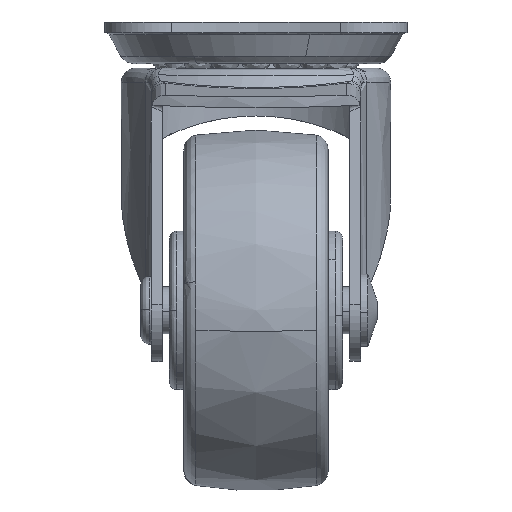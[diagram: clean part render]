
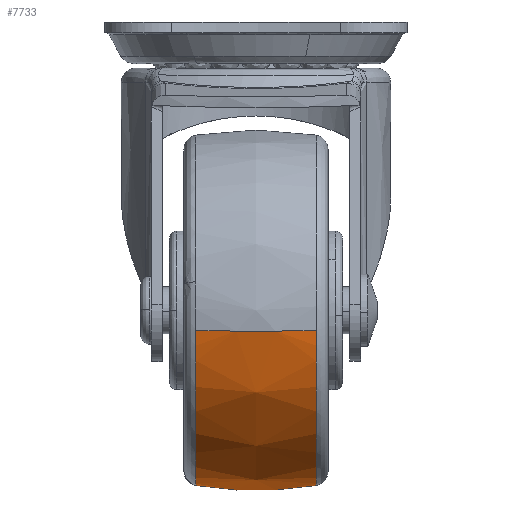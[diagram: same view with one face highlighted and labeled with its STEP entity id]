
A CAD part, left-side view. The second image highlights one B-rep face of the part: STEP entity #7733.
In plain terms, the highlighted free-form (B-spline) face has degree [2, 2] with [5, 5] control points.
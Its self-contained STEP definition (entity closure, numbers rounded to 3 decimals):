
#6457=CARTESIAN_POINT('',(-21.0,8.333,-62.801));
#6458=VERTEX_POINT('',#6457);
#6472=CARTESIAN_POINT('',(-45.138,8.333,-41.306));
#6473=VERTEX_POINT('',#6472);
#6474=CARTESIAN_POINT('',(-21.0,8.333,-62.801));
#6475=CARTESIAN_POINT('',(-42.64,8.333,-62.801));
#6476=CARTESIAN_POINT('',(-45.138,8.333,-41.306));
#6484=(BOUNDED_CURVE()B_SPLINE_CURVE(2,(#6474,#6475,#6476),.UNSPECIFIED.,.F.,.U.)B_SPLINE_CURVE_WITH_KNOTS((3,3),(0.5,0.73),.UNSPECIFIED.)CURVE()GEOMETRIC_REPRESENTATION_ITEM()RATIONAL_B_SPLINE_CURVE((1.0,0.731,0.957))REPRESENTATION_ITEM(''));
#6485=EDGE_CURVE('',#6458,#6473,#6484,.T.);
#7485=CARTESIAN_POINT('',(-45.138,-8.333,-41.306));
#7486=VERTEX_POINT('',#7485);
#7502=CARTESIAN_POINT('',(-21.0,-8.333,-62.801));
#7503=VERTEX_POINT('',#7502);
#7504=CARTESIAN_POINT('',(-21.0,-8.333,-62.801));
#7505=CARTESIAN_POINT('',(-42.64,-8.333,-62.801));
#7506=CARTESIAN_POINT('',(-45.138,-8.333,-41.306));
#7514=(BOUNDED_CURVE()B_SPLINE_CURVE(2,(#7504,#7505,#7506),.UNSPECIFIED.,.F.,.U.)B_SPLINE_CURVE_WITH_KNOTS((3,3),(0.5,0.73),.UNSPECIFIED.)CURVE()GEOMETRIC_REPRESENTATION_ITEM()RATIONAL_B_SPLINE_CURVE((1.0,0.731,0.957))REPRESENTATION_ITEM(''));
#7515=EDGE_CURVE('',#7503,#7486,#7514,.T.);
#7655=CARTESIAN_POINT('',(-45.138,8.333,-41.306));
#7656=CARTESIAN_POINT('',(-45.833,4.196,-41.387));
#7657=CARTESIAN_POINT('',(-45.833,0.,-41.387));
#7658=CARTESIAN_POINT('',(-45.833,-4.196,-41.387));
#7659=CARTESIAN_POINT('',(-45.138,-8.333,-41.306));
#7667=(BOUNDED_CURVE()B_SPLINE_CURVE(2,(#7655,#7656,#7657,#7658,#7659),.UNSPECIFIED.,.F.,.U.)B_SPLINE_CURVE_WITH_KNOTS((3,2,3),(0.418,0.5,0.582),.UNSPECIFIED.)CURVE()GEOMETRIC_REPRESENTATION_ITEM()RATIONAL_B_SPLINE_CURVE((0.922,0.936,0.957,0.936,0.922))REPRESENTATION_ITEM(''));
#7668=EDGE_CURVE('',#6473,#7486,#7667,.T.);
#7674=CARTESIAN_POINT('',(-21.,8.333,-62.801));
#7675=CARTESIAN_POINT('',(-21.0,4.196,-63.5));
#7676=CARTESIAN_POINT('',(-21.0,0.,-63.5));
#7677=CARTESIAN_POINT('',(-21.,-4.196,-63.5));
#7678=CARTESIAN_POINT('',(-21.0,-8.333,-62.801));
#7686=(BOUNDED_CURVE()B_SPLINE_CURVE(2,(#7674,#7675,#7676,#7677,#7678),.UNSPECIFIED.,.F.,.U.)B_SPLINE_CURVE_WITH_KNOTS((3,2,3),(0.418,0.5,0.582),.UNSPECIFIED.)CURVE()GEOMETRIC_REPRESENTATION_ITEM()RATIONAL_B_SPLINE_CURVE((0.963,0.978,1.0,0.978,0.963))REPRESENTATION_ITEM(''));
#7687=EDGE_CURVE('',#6458,#7503,#7686,.T.);
#7694=CARTESIAN_POINT('',(-20.843,9.173,-62.651));
#7695=CARTESIAN_POINT('',(-20.838,4.626,-63.5));
#7696=CARTESIAN_POINT('',(-20.838,0.,-63.5));
#7697=CARTESIAN_POINT('',(-20.838,-4.626,-63.5));
#7698=CARTESIAN_POINT('',(-20.843,-9.173,-62.651));
#7699=CARTESIAN_POINT('',(-20.922,9.173,-62.651));
#7700=CARTESIAN_POINT('',(-20.919,4.626,-63.5));
#7701=CARTESIAN_POINT('',(-20.919,0.,-63.5));
#7702=CARTESIAN_POINT('',(-20.919,-4.626,-63.5));
#7703=CARTESIAN_POINT('',(-20.922,-9.173,-62.651));
#7704=CARTESIAN_POINT('',(-42.507,9.173,-62.651));
#7705=CARTESIAN_POINT('',(-43.262,4.626,-63.5));
#7706=CARTESIAN_POINT('',(-43.262,0.,-63.5));
#7707=CARTESIAN_POINT('',(-43.262,-4.626,-63.5));
#7708=CARTESIAN_POINT('',(-42.507,-9.173,-62.651));
#7709=CARTESIAN_POINT('',(-44.999,9.173,-41.207));
#7710=CARTESIAN_POINT('',(-45.843,4.626,-41.302));
#7711=CARTESIAN_POINT('',(-45.843,0.,-41.302));
#7712=CARTESIAN_POINT('',(-45.843,-4.626,-41.302));
#7713=CARTESIAN_POINT('',(-44.999,-9.173,-41.207));
#7714=CARTESIAN_POINT('',(-45.009,9.173,-41.126));
#7715=CARTESIAN_POINT('',(-45.852,4.626,-41.218));
#7716=CARTESIAN_POINT('',(-45.852,0.,-41.218));
#7717=CARTESIAN_POINT('',(-45.852,-4.626,-41.218));
#7718=CARTESIAN_POINT('',(-45.009,-9.173,-41.126));
#7726=(BOUNDED_SURFACE()B_SPLINE_SURFACE(2,2,((#7694,#7699,#7704,#7709,#7714),(#7695,#7700,#7705,#7710,#7715),(#7696,#7701,#7706,#7711,#7716),(#7697,#7702,#7707,#7712,#7717),(#7698,#7703,#7708,#7713,#7718)),.UNSPECIFIED.,.F.,.F.,.U.)B_SPLINE_SURFACE_WITH_KNOTS((3,2,3),(3,1,1,3),(0.0,9.4,18.8),(0.0,0.19,38.256,38.447),.UNSPECIFIED.)GEOMETRIC_REPRESENTATION_ITEM()RATIONAL_B_SPLINE_SURFACE(((0.963,0.962,0.702,0.92,0.921),(0.978,0.977,0.713,0.935,0.936),(1.003,1.001,0.731,0.958,0.959),(0.978,0.977,0.713,0.935,0.936),(0.963,0.962,0.702,0.92,0.921)))REPRESENTATION_ITEM('')SURFACE());
#7727=ORIENTED_EDGE('',*,*,#6485,.F.);
#7728=ORIENTED_EDGE('',*,*,#7687,.T.);
#7729=ORIENTED_EDGE('',*,*,#7515,.T.);
#7730=ORIENTED_EDGE('',*,*,#7668,.F.);
#7731=EDGE_LOOP('',(#7727,#7728,#7729,#7730));
#7732=FACE_OUTER_BOUND('',#7731,.T.);
#7733=ADVANCED_FACE('',(#7732),#7726,.T.);
